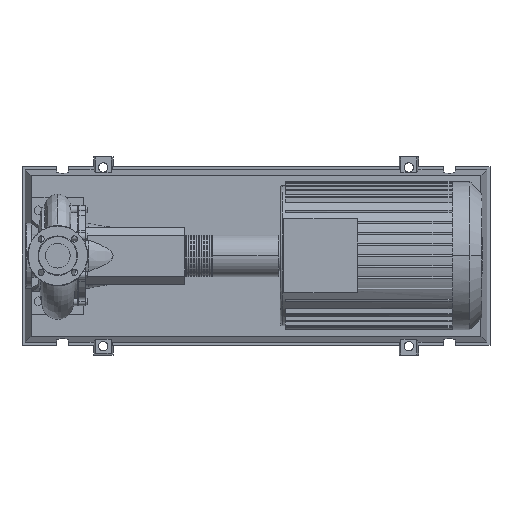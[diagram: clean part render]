
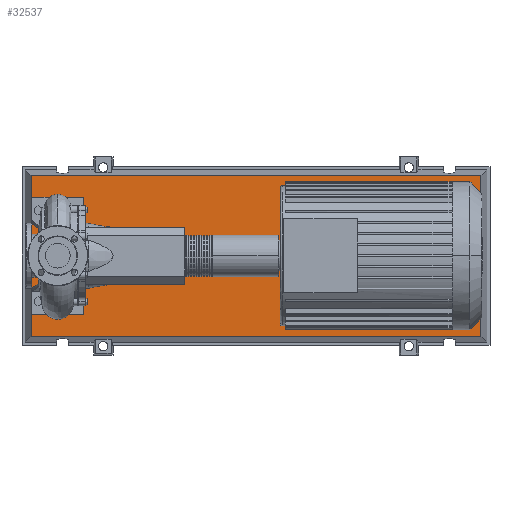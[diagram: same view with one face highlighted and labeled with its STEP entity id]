
A CAD part, top view. The second image highlights one B-rep face of the part: STEP entity #32537.
In plain terms, the highlighted planar face has unit normal (0, 0, 1).
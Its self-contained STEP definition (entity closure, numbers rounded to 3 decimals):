
#28704=CARTESIAN_POINT('',(1301.732,-246.732,103.0));
#28705=VERTEX_POINT('',#28704);
#28712=CARTESIAN_POINT('',(-81.732,-246.732,103.0));
#28713=VERTEX_POINT('',#28712);
#28714=CARTESIAN_POINT('',(1301.732,-246.732,103.0));
#28715=DIRECTION('',(-1.0,0.0,0.0));
#28716=VECTOR('',#28715,1383.465);
#28717=LINE('',#28714,#28716);
#28718=EDGE_CURVE('',#28705,#28713,#28717,.T.);
#32450=CARTESIAN_POINT('',(1301.732,246.732,103.0));
#32451=VERTEX_POINT('',#32450);
#32452=CARTESIAN_POINT('',(1301.732,246.732,103.0));
#32453=DIRECTION('',(0.0,-1.0,0.0));
#32454=VECTOR('',#32453,493.465);
#32455=LINE('',#32452,#32454);
#32456=EDGE_CURVE('',#32451,#28705,#32455,.T.);
#32474=CARTESIAN_POINT('',(-81.732,246.732,103.0));
#32475=VERTEX_POINT('',#32474);
#32476=CARTESIAN_POINT('',(-81.732,-246.732,103.0));
#32477=DIRECTION('',(0.0,1.0,0.0));
#32478=VECTOR('',#32477,493.465);
#32479=LINE('',#32476,#32478);
#32480=EDGE_CURVE('',#28713,#32475,#32479,.T.);
#32513=CARTESIAN_POINT('',(-81.732,246.732,103.0));
#32514=DIRECTION('',(1.0,0.0,0.0));
#32515=VECTOR('',#32514,1383.465);
#32516=LINE('',#32513,#32515);
#32517=EDGE_CURVE('',#32475,#32451,#32516,.T.);
#32526=CARTESIAN_POINT('',(610.,0.0,103.0));
#32527=DIRECTION('',(0.0,0.0,1.0));
#32528=DIRECTION('',(1.0,0.0,0.0));
#32529=AXIS2_PLACEMENT_3D('',#32526,#32527,#32528);
#32530=PLANE('',#32529);
#32531=ORIENTED_EDGE('',*,*,#32456,.F.);
#32532=ORIENTED_EDGE('',*,*,#32517,.F.);
#32533=ORIENTED_EDGE('',*,*,#32480,.F.);
#32534=ORIENTED_EDGE('',*,*,#28718,.F.);
#32535=EDGE_LOOP('',(#32531,#32532,#32533,#32534));
#32536=FACE_OUTER_BOUND('',#32535,.T.);
#32537=ADVANCED_FACE('',(#32536),#32530,.T.);
